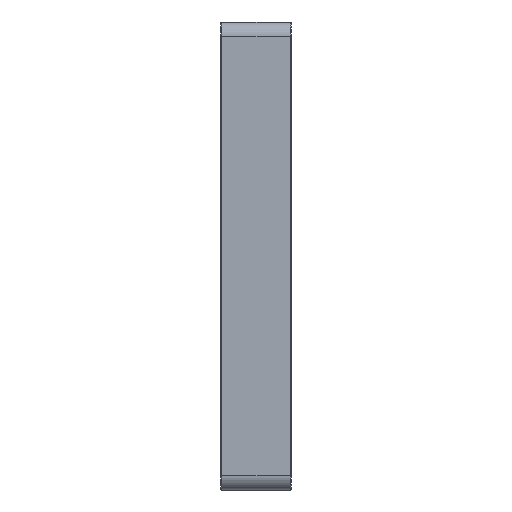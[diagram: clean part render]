
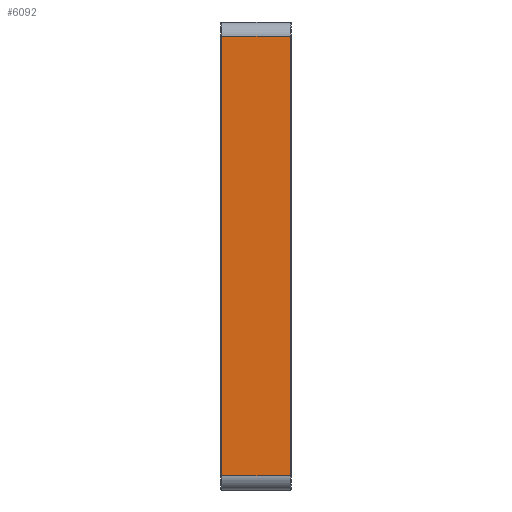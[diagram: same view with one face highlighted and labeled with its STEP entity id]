
A CAD part, left-side view. The second image highlights one B-rep face of the part: STEP entity #6092.
In plain terms, the highlighted planar face has unit normal (-1, 0, 0).
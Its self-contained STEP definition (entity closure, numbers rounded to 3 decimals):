
#933=ORIENTED_EDGE('',*,*,#2769,.T.);
#934=ORIENTED_EDGE('',*,*,#2770,.T.);
#935=ORIENTED_EDGE('',*,*,#2771,.T.);
#936=ORIENTED_EDGE('',*,*,#2772,.T.);
#2769=EDGE_CURVE('',#3687,#3688,#4061,.F.);
#2770=EDGE_CURVE('',#3688,#3689,#4062,.T.);
#2771=EDGE_CURVE('',#3689,#3690,#4063,.T.);
#2772=EDGE_CURVE('',#3690,#3687,#4064,.T.);
#3687=VERTEX_POINT('',#9945);
#3688=VERTEX_POINT('',#9946);
#3689=VERTEX_POINT('',#9948);
#3690=VERTEX_POINT('',#9950);
#4061=LINE('',#9944,#4681);
#4062=LINE('',#9947,#4682);
#4063=LINE('',#9949,#4683);
#4064=LINE('',#9951,#4684);
#4681=VECTOR('',#7801,1000.);
#4682=VECTOR('',#7802,1000.);
#4683=VECTOR('',#7803,1000.);
#4684=VECTOR('',#7804,1000.);
#5122=EDGE_LOOP('',(#933,#934,#935,#936));
#5526=FACE_BOUND('',#5122,.T.);
#5906=PLANE('',#6680);
#6092=ADVANCED_FACE('',(#5526),#5906,.T.);
#6680=AXIS2_PLACEMENT_3D('',#9943,#7799,#7800);
#7799=DIRECTION('',(-1.,0.,0.));
#7800=DIRECTION('',(0.,0.,1.));
#7801=DIRECTION('',(0.,-1.,0.));
#7802=DIRECTION('',(0.,0.,-1.));
#7803=DIRECTION('',(0.,-1.,0.));
#7804=DIRECTION('',(0.,0.,1.));
#9943=CARTESIAN_POINT('',(-14.275,19.5,38.587));
#9944=CARTESIAN_POINT('',(-14.275,19.5,34.587));
#9945=CARTESIAN_POINT('',(-14.275,0.25,34.587));
#9946=CARTESIAN_POINT('',(-14.275,19.25,34.587));
#9947=CARTESIAN_POINT('',(-14.275,19.25,-86.975));
#9948=CARTESIAN_POINT('',(-14.275,19.25,-86.975));
#9949=CARTESIAN_POINT('',(-14.275,19.5,-86.975));
#9950=CARTESIAN_POINT('',(-14.275,0.25,-86.975));
#9951=CARTESIAN_POINT('',(-14.275,0.25,38.587));
